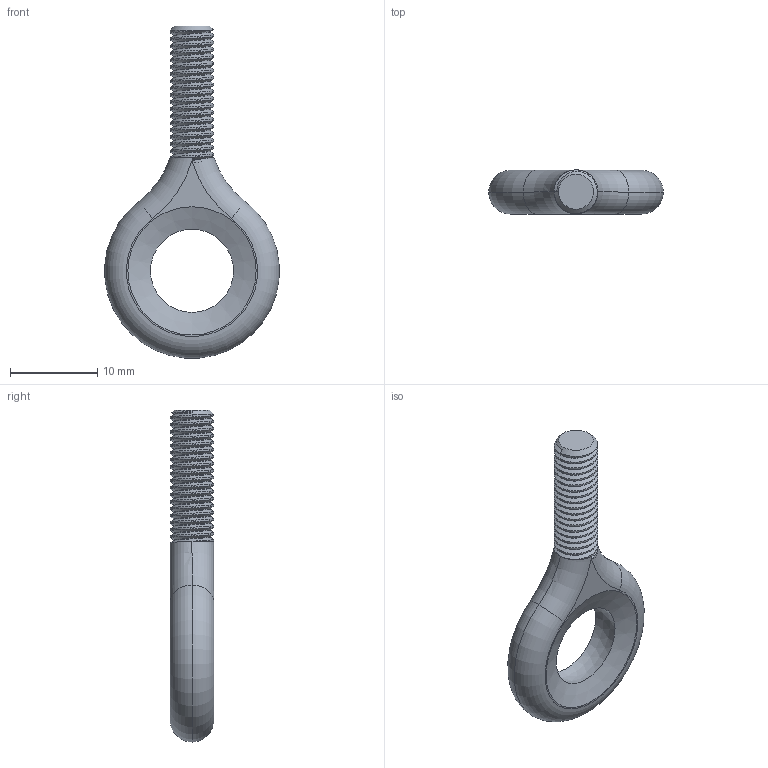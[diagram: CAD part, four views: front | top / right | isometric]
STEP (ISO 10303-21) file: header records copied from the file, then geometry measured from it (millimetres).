
FILE_DESCRIPTION (( 'STEP AP214' ), '1' );
FILE_NAME ('rod.STEP', '2022-11-09T08:58:31', ( '' ), ( '' ), 'SwSTEP 2.0', 'SolidWorks 2020', '' );
FILE_SCHEMA (( 'AUTOMOTIVE_DESIGN' ));
Length unit declared in the file: millimetre
Products named in the file (1): rod
Bounding box: 19.96 x 5 x 37.96 mm (x, y, z)
Volume: 1326.2 mm3; surface area: 1200.2 mm2
Topology: 1 solids, 1 shells, 24 faces, 59 edges, 36 vertices
Faces by surface type: plane 7, torus 7, bspline 5, cone 3, cylinder 1, sphere 1
Entity records: 4913 total; most frequent: CARTESIAN_POINT 4414, ORIENTED_EDGE 100, DIRECTION 86, EDGE_CURVE 50, AXIS2_PLACEMENT_3D 40, VERTEX_POINT 32, EDGE_LOOP 30, ADVANCED_FACE 24
